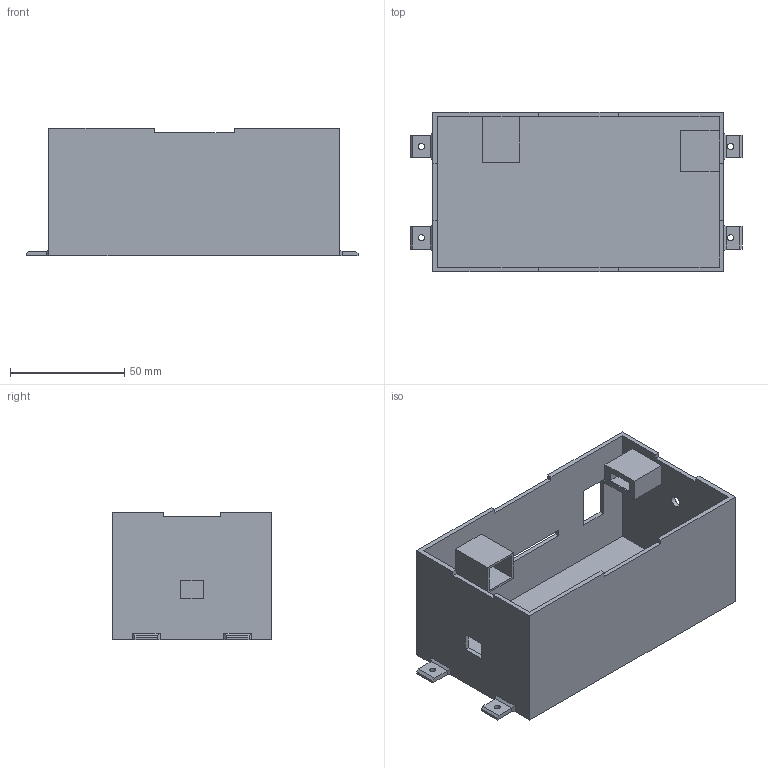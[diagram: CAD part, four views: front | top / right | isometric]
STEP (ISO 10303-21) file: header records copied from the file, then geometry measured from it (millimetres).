
FILE_DESCRIPTION(/* description */ ('STEP AP242','CAx-IF Rec.Pracs.---Representation and Presentation of Product Manufacturing Information (PMI)---4.0---2014-10-13','CAx-IF Rec.Pracs.---3D Tessellated Geometry---0.4---2014-09-14','2;1'),/* implementation_level */ '2;1');
FILE_NAME(/* name */ '676084a7784519667edcc7f7',/* time_stamp */ '2024-12-16T19:51:04Z',/* author */ (''),/* organization */ (''),/* preprocessor_version */ 'ST-DEVELOPER v20',/* originating_system */ 'ONSHAPE BY PTC INC, 1.191',/* authorisation */ ' ');
FILE_SCHEMA (('AP242_MANAGED_MODEL_BASED_3D_ENGINEERING_MIM_LF { 1 0 10303 442 1 1 4 }'));
Length unit declared in the file: metre
Products named in the file (1): Part 1
Bounding box: 145.55 x 70 x 56 mm (x, y, z)
Volume: 60843.8 mm3; surface area: 64138.1 mm2
Topology: 1 solids, 1 shells, 102 faces, 281 edges, 185 vertices
Faces by surface type: plane 96, cylinder 6
Full cylindrical faces by diameter (mm): 2.7 x4, 5 x1, 10.2 x1
Entity records: 3204 total; most frequent: CARTESIAN_POINT 561, ORIENTED_EDGE 548, DIRECTION 492, EDGE_CURVE 274, LINE 262, VECTOR 262, VERTEX_POINT 184, EDGE_LOOP 132
